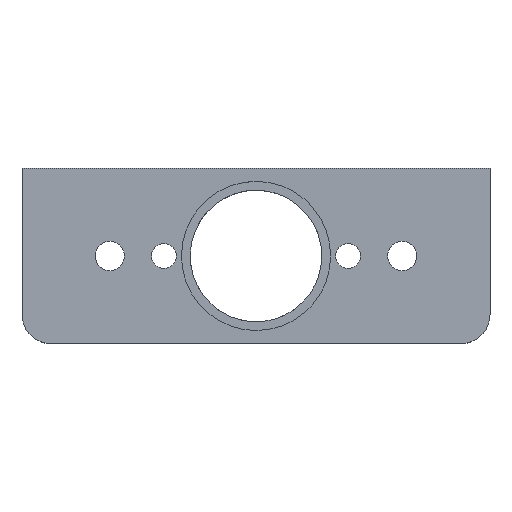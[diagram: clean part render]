
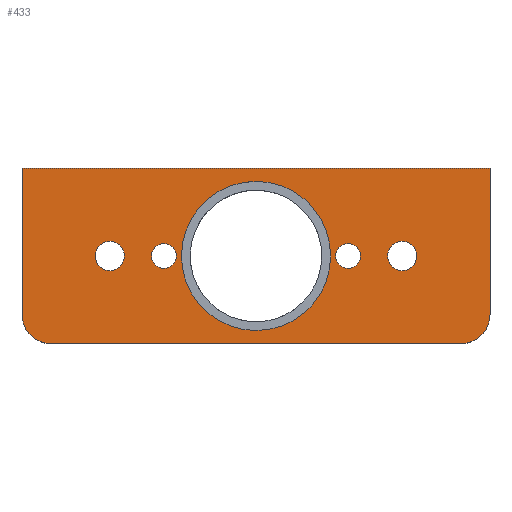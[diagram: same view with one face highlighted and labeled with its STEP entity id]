
A CAD part, top view. The second image highlights one B-rep face of the part: STEP entity #433.
In plain terms, the highlighted planar face has unit normal (0, 0, 1).
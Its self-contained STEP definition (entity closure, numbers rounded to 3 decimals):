
#21=FACE_BOUND('',#84,.T.);
#22=FACE_BOUND('',#85,.T.);
#23=FACE_BOUND('',#86,.T.);
#24=FACE_BOUND('',#87,.T.);
#25=FACE_BOUND('',#88,.T.);
#34=PLANE('',#489);
#50=FACE_OUTER_BOUND('',#83,.T.);
#83=EDGE_LOOP('',(#330,#331,#332,#333,#334,#335));
#84=EDGE_LOOP('',(#336,#337));
#85=EDGE_LOOP('',(#338));
#86=EDGE_LOOP('',(#339));
#87=EDGE_LOOP('',(#340));
#88=EDGE_LOOP('',(#341));
#123=LINE('',#726,#149);
#124=LINE('',#728,#150);
#125=LINE('',#730,#151);
#126=LINE('',#733,#152);
#149=VECTOR('',#581,10.);
#150=VECTOR('',#582,10.);
#151=VECTOR('',#583,10.);
#152=VECTOR('',#586,10.);
#168=CIRCLE('',#470,12.75);
#169=CIRCLE('',#471,12.75);
#176=CIRCLE('',#481,2.117);
#183=CIRCLE('',#490,5.);
#184=CIRCLE('',#491,5.);
#185=CIRCLE('',#492,2.5);
#186=CIRCLE('',#493,2.5);
#187=CIRCLE('',#494,2.117);
#200=VERTEX_POINT('',#676);
#201=VERTEX_POINT('',#677);
#208=VERTEX_POINT('',#697);
#219=VERTEX_POINT('',#722);
#220=VERTEX_POINT('',#723);
#221=VERTEX_POINT('',#725);
#222=VERTEX_POINT('',#727);
#223=VERTEX_POINT('',#729);
#224=VERTEX_POINT('',#731);
#225=VERTEX_POINT('',#734);
#226=VERTEX_POINT('',#736);
#227=VERTEX_POINT('',#738);
#240=EDGE_CURVE('',#200,#201,#168,.T.);
#241=EDGE_CURVE('',#201,#200,#169,.T.);
#250=EDGE_CURVE('',#208,#208,#176,.T.);
#262=EDGE_CURVE('',#219,#220,#183,.T.);
#263=EDGE_CURVE('',#219,#221,#123,.T.);
#264=EDGE_CURVE('',#221,#222,#124,.T.);
#265=EDGE_CURVE('',#222,#223,#125,.T.);
#266=EDGE_CURVE('',#224,#223,#184,.T.);
#267=EDGE_CURVE('',#224,#220,#126,.T.);
#268=EDGE_CURVE('',#225,#225,#185,.T.);
#269=EDGE_CURVE('',#226,#226,#186,.T.);
#270=EDGE_CURVE('',#227,#227,#187,.F.);
#330=ORIENTED_EDGE('',*,*,#262,.F.);
#331=ORIENTED_EDGE('',*,*,#263,.T.);
#332=ORIENTED_EDGE('',*,*,#264,.T.);
#333=ORIENTED_EDGE('',*,*,#265,.T.);
#334=ORIENTED_EDGE('',*,*,#266,.F.);
#335=ORIENTED_EDGE('',*,*,#267,.T.);
#336=ORIENTED_EDGE('',*,*,#240,.T.);
#337=ORIENTED_EDGE('',*,*,#241,.T.);
#338=ORIENTED_EDGE('',*,*,#268,.T.);
#339=ORIENTED_EDGE('',*,*,#269,.T.);
#340=ORIENTED_EDGE('',*,*,#270,.T.);
#341=ORIENTED_EDGE('',*,*,#250,.F.);
#433=ADVANCED_FACE('',(#50,#21,#22,#23,#24,#25),#34,.F.);
#470=AXIS2_PLACEMENT_3D('',#678,#532,#533);
#471=AXIS2_PLACEMENT_3D('',#679,#534,#535);
#481=AXIS2_PLACEMENT_3D('',#698,#556,#557);
#489=AXIS2_PLACEMENT_3D('',#721,#577,#578);
#490=AXIS2_PLACEMENT_3D('',#724,#579,#580);
#491=AXIS2_PLACEMENT_3D('',#732,#584,#585);
#492=AXIS2_PLACEMENT_3D('',#735,#587,#588);
#493=AXIS2_PLACEMENT_3D('',#737,#589,#590);
#494=AXIS2_PLACEMENT_3D('',#739,#591,#592);
#532=DIRECTION('center_axis',(0.,0.,-1.));
#533=DIRECTION('ref_axis',(-1.,0.,0.));
#534=DIRECTION('center_axis',(0.,0.,-1.));
#535=DIRECTION('ref_axis',(-1.,0.,0.));
#556=DIRECTION('center_axis',(0.,0.,1.));
#557=DIRECTION('ref_axis',(-1.,0.,0.));
#577=DIRECTION('center_axis',(0.,0.,-1.));
#578=DIRECTION('ref_axis',(1.,0.,0.));
#579=DIRECTION('center_axis',(0.,0.,-1.));
#580=DIRECTION('ref_axis',(0.707,-0.707,0.));
#581=DIRECTION('',(0.,1.,0.));
#582=DIRECTION('',(-1.,0.,0.));
#583=DIRECTION('',(0.,-1.,0.));
#584=DIRECTION('center_axis',(0.,0.,-1.));
#585=DIRECTION('ref_axis',(-0.707,-0.707,0.));
#586=DIRECTION('',(1.,0.,0.));
#587=DIRECTION('center_axis',(0.,0.,-1.));
#588=DIRECTION('ref_axis',(-1.,0.,0.));
#589=DIRECTION('center_axis',(0.,0.,-1.));
#590=DIRECTION('ref_axis',(-1.,0.,0.));
#591=DIRECTION('center_axis',(0.,0.,1.));
#592=DIRECTION('ref_axis',(-1.,0.,0.));
#676=CARTESIAN_POINT('',(27.456,17.283,193.));
#677=CARTESIAN_POINT('',(52.75,15.,193.));
#678=CARTESIAN_POINT('Origin',(40.,15.,193.));
#679=CARTESIAN_POINT('Origin',(40.,15.,193.));
#697=CARTESIAN_POINT('',(26.367,15.,193.));
#698=CARTESIAN_POINT('Origin',(24.25,15.,193.));
#721=CARTESIAN_POINT('Origin',(40.,15.,193.));
#722=CARTESIAN_POINT('',(80.,5.,193.));
#723=CARTESIAN_POINT('',(75.,0.,193.));
#724=CARTESIAN_POINT('Origin',(75.,5.,193.));
#725=CARTESIAN_POINT('',(80.,30.,193.));
#726=CARTESIAN_POINT('',(80.,30.,193.));
#727=CARTESIAN_POINT('',(0.,30.,193.));
#728=CARTESIAN_POINT('',(0.,30.,193.));
#729=CARTESIAN_POINT('',(0.,5.,193.));
#730=CARTESIAN_POINT('',(0.,0.,193.));
#731=CARTESIAN_POINT('',(5.,0.,193.));
#732=CARTESIAN_POINT('Origin',(5.,5.,193.));
#733=CARTESIAN_POINT('',(80.,0.,193.));
#734=CARTESIAN_POINT('',(67.5,15.,193.));
#735=CARTESIAN_POINT('Origin',(65.,15.,193.));
#736=CARTESIAN_POINT('',(17.5,15.,193.));
#737=CARTESIAN_POINT('Origin',(15.,15.,193.));
#738=CARTESIAN_POINT('',(57.867,15.,193.));
#739=CARTESIAN_POINT('Origin',(55.75,15.,193.));
